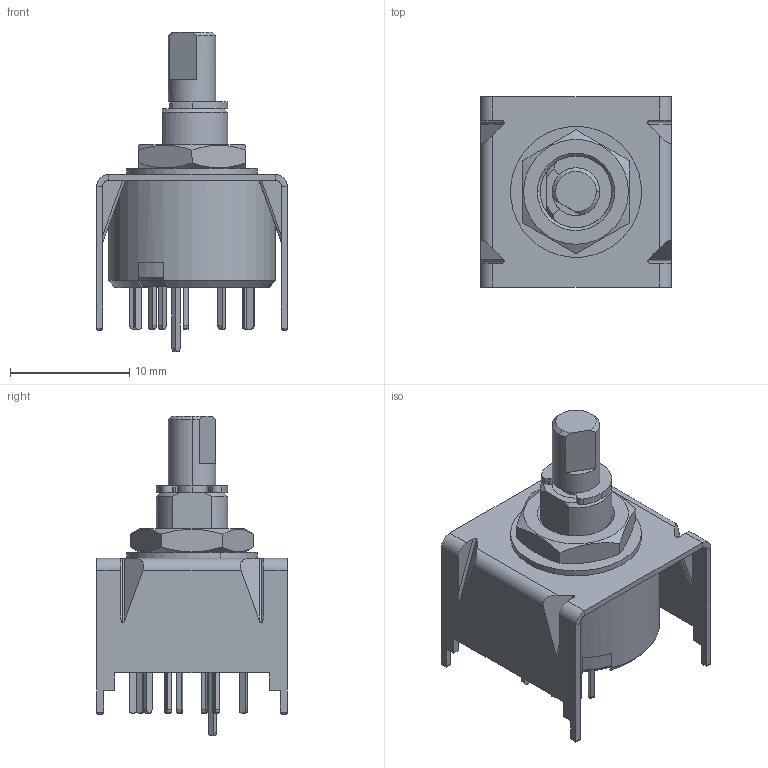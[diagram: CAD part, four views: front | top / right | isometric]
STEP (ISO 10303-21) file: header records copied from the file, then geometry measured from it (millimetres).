
FILE_DESCRIPTION (( 'STEP AP203' ), '1' );
FILE_NAME ('8ﾏ1ﾍ 32-0.STEP', '2020-02-18T03:16:45', ( '' ), ( '' ), 'SwSTEP 2.0', 'SolidWorks 2017', '' );
FILE_SCHEMA (( 'CONFIG_CONTROL_DESIGN' ));
Length unit declared in the file: millimetre
Products named in the file (23): ÌÏÍ3 10Ï âûâîä-oa7; ÌÏÍ3 Ïðóæèíêà Ô ïðÿìàÿ; ﾔﾈﾌﾄ.745328.001 ﾊ煇鳫; ÌÏÍ3 ðîòîð 4Í; 8ﾏ1ﾍ 32-0; ÔÈÌÄ.758491.005 Øàéáà-ïðîêëàäêà; ÔÈÌÄ-Ý.18.27 Óçåë ôèêñàöèè; 匀棠.754175.002 暑朦鲱 箫腩蝽栩咫铄; Ãàéêà Ì6; �����_8�1�; ÌÏÍ3 Êîíòàêò íà 180; Øàéáà êîíòð. Ì6; 扻豵鵨; ÌÏÍ3 10Ï îñíîâàíèå; ﾔﾈﾌﾄ-ﾝ.18.34 ﾂ琿; 扻錪犩 諘瀁謺鍷
Assembly tree (21 placements, depth 3):
  ÌÏÍ3 Ïðóæèíêà Ô ïðÿìàÿ
  ÌÏÍ3 ðîòîð 4Í
  8ﾏ1ﾍ 32-0
    ÔÈÌÄ-Ý.18.27 Óçåë ôèêñàöèè
      扻豵鵨
      扻錪犩 諘瀁謺鍷
      匀棠.754175.002 暑朦鲱 箫腩蝽栩咫铄  x2
    �����_8�1�
      ÌÏÍ3 Êîíòàêò íà 180
      ÌÏÍ3 10Ï âûâîä-oa7
      ÌÏÍ3 10Ï îñíîâàíèå
      ÌÏÍ3 10Ï âûâîä-oa7
      ÌÏÍ3 10Ï âûâîä-oa7
      ÌÏÍ3 10Ï âûâîä-oa7
      ÌÏÍ3 10Ï âûâîä-oa7
      ÌÏÍ3 10Ï âûâîä-oa7
      ÌÏÍ3 10Ï âûâîä-oa7
      ÌÏÍ3 10Ï âûâîä-oa7
    ﾔﾈﾌﾄ-ﾝ.18.34 ﾂ琿
    ﾔﾈﾌﾄ.745328.001 ﾊ煇鳫
    ÔÈÌÄ.758491.005 Øàéáà-ïðîêëàäêà
    Øàéáà êîíòð. Ì6
    Ãàéêà Ì6
Bounding box: 16 x 16 x 26.85 mm (x, y, z)
Volume: 1121.4 mm3; surface area: 3734.7 mm2
Topology: 19 solids, 19 shells, 444 faces, 1066 edges, 680 vertices
Faces by surface type: plane 237, cylinder 129, bspline 50, cone 28
Entity records: 16081 total; most frequent: CARTESIAN_POINT 3728, ORIENTED_EDGE 2116, DIRECTION 1948, EDGE_CURVE 1058, VERTEX_POINT 676, LINE 668, VECTOR 668, AXIS2_PLACEMENT_3D 640
